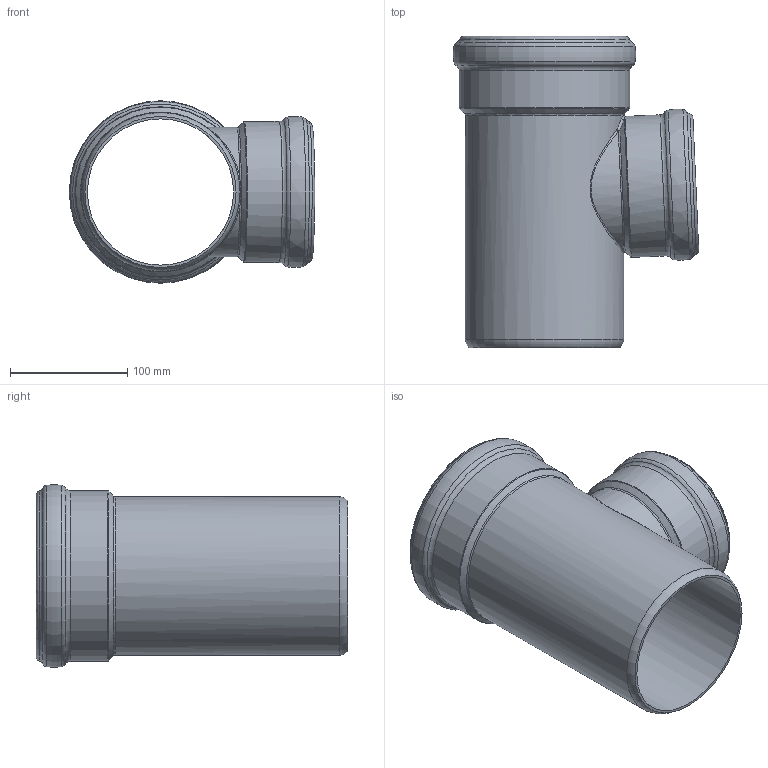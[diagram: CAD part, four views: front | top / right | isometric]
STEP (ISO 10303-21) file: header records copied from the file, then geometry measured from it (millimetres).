
FILE_DESCRIPTION(/* description */ (''),/* implementation_level */ '2;1');
FILE_NAME(/* name */ '336410 SKOLANsafeEA Abzweiger DN_OD 135_110_87°.stp',/* time_stamp */ '2018-01-09T14:07:10+01:00',/* author */ ('user1'),/* organization */ (''),/* preprocessor_version */ 'ST-DEVELOPER v16.1',/* originating_system */ 'Autodesk Inventor 2016',/* authorisation */ '');
FILE_SCHEMA (('AUTOMOTIVE_DESIGN { 1 0 10303 214 3 1 1 }'));
Length unit declared in the file: millimetre
Products named in the file (1): 336410 SKOLANsafeEA Abzweiger DN_OD 135_110_87°
Bounding box: 209.33 x 265.5 x 155.58 mm (x, y, z)
Volume: 673422.6 mm3; surface area: 273325 mm2
Topology: 1 solids, 1 shells, 59 faces, 134 edges, 74 vertices
Faces by surface type: torus 30, cylinder 13, cone 8, bspline 7, plane 1
Full cylindrical faces by diameter (mm): 99.7 x1, 110.8 x1, 111 x1, 120.4 x1, 120.9 x1, 124.7 x1, 135.3 x1, 135.8 x1, 136.1 x1, 145.4 x1, 147.7 x1
Entity records: 1894 total; most frequent: CARTESIAN_POINT 810, DIRECTION 226, ORIENTED_EDGE 160, AXIS2_PLACEMENT_3D 113, EDGE_LOOP 107, EDGE_CURVE 80, VERTEX_POINT 67, CIRCLE 60
